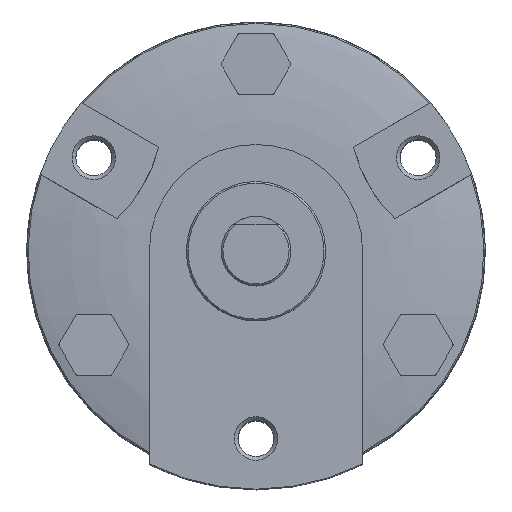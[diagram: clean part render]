
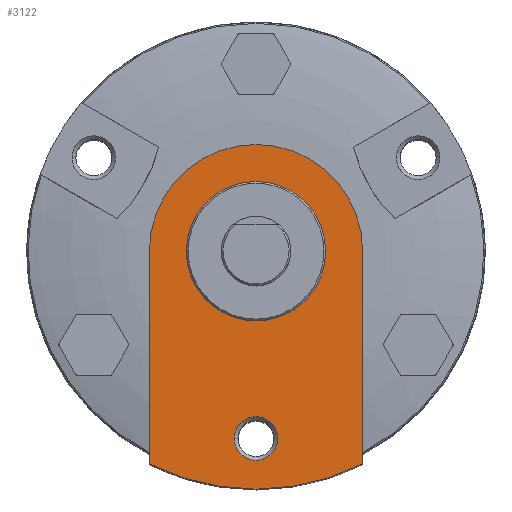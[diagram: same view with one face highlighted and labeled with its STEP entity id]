
A CAD part, top view. The second image highlights one B-rep face of the part: STEP entity #3122.
In plain terms, the highlighted planar face has unit normal (0, 0, 1).
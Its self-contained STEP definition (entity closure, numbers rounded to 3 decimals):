
#64=PLANE('',#3376);
#300=LINE('',#4926,#520);
#304=LINE('',#4941,#524);
#520=VECTOR('',#3759,1000.);
#524=VECTOR('',#3765,1000.);
#836=ORIENTED_EDGE('',*,*,#1701,.T.);
#837=ORIENTED_EDGE('',*,*,#1717,.T.);
#838=ORIENTED_EDGE('',*,*,#1695,.T.);
#839=ORIENTED_EDGE('',*,*,#1605,.T.);
#840=ORIENTED_EDGE('',*,*,#1718,.F.);
#841=ORIENTED_EDGE('',*,*,#1719,.T.);
#1605=EDGE_CURVE('',#2052,#2051,#2361,.T.);
#1695=EDGE_CURVE('',#2140,#2052,#300,.T.);
#1701=EDGE_CURVE('',#2051,#2141,#304,.T.);
#1717=EDGE_CURVE('',#2141,#2140,#2383,.F.);
#1718=EDGE_CURVE('',#2154,#2154,#2384,.T.);
#1719=EDGE_CURVE('',#2155,#2155,#2385,.T.);
#2051=VERTEX_POINT('',#4584);
#2052=VERTEX_POINT('',#4586);
#2140=VERTEX_POINT('',#4927);
#2141=VERTEX_POINT('',#4940);
#2154=VERTEX_POINT('',#4998);
#2155=VERTEX_POINT('',#5000);
#2361=CIRCLE('',#3341,27.325);
#2383=CIRCLE('',#3377,12.25);
#2384=CIRCLE('',#3378,2.5);
#2385=CIRCLE('',#3379,8.);
#2514=EDGE_LOOP('',(#836,#837,#838,#839));
#2515=EDGE_LOOP('',(#840));
#2516=EDGE_LOOP('',(#841));
#2793=FACE_BOUND('',#2514,.T.);
#2794=FACE_BOUND('',#2515,.T.);
#2795=FACE_BOUND('',#2516,.T.);
#3122=ADVANCED_FACE('',(#2793,#2794,#2795),#64,.F.);
#3341=AXIS2_PLACEMENT_3D('',#4585,#3685,#3686);
#3376=AXIS2_PLACEMENT_3D('',#4995,#3790,#3791);
#3377=AXIS2_PLACEMENT_3D('',#4996,#3792,#3793);
#3378=AXIS2_PLACEMENT_3D('',#4997,#3794,#3795);
#3379=AXIS2_PLACEMENT_3D('',#4999,#3796,#3797);
#3685=DIRECTION('',(0.,0.,1.));
#3686=DIRECTION('',(1.,0.,0.));
#3759=DIRECTION('',(0.,-1.,0.));
#3765=DIRECTION('',(0.,1.,0.));
#3790=DIRECTION('',(0.,0.,-1.));
#3791=DIRECTION('',(-1.,0.,0.));
#3792=DIRECTION('',(0.,0.,-1.));
#3793=DIRECTION('',(-1.,0.,0.));
#3794=DIRECTION('',(0.,0.,1.));
#3795=DIRECTION('',(0.,-1.,0.));
#3796=DIRECTION('',(0.,0.,-1.));
#3797=DIRECTION('',(-1.,0.,0.));
#4584=CARTESIAN_POINT('',(12.25,-24.425,-3.));
#4585=CARTESIAN_POINT('',(0.,0.,-3.));
#4586=CARTESIAN_POINT('',(-12.25,-24.425,-3.));
#4926=CARTESIAN_POINT('',(-12.25,0.,-3.));
#4927=CARTESIAN_POINT('',(-12.25,0.,-3.));
#4940=CARTESIAN_POINT('',(12.25,0.,-3.));
#4941=CARTESIAN_POINT('',(12.25,-24.425,-3.));
#4995=CARTESIAN_POINT('',(0.,8.,-3.));
#4996=CARTESIAN_POINT('',(0.,0.,-3.));
#4997=CARTESIAN_POINT('',(0.,-21.5,-3.));
#4998=CARTESIAN_POINT('',(0.,-24.,-3.));
#4999=CARTESIAN_POINT('',(0.,0.,-3.));
#5000=CARTESIAN_POINT('',(-8.,0.,-3.));
